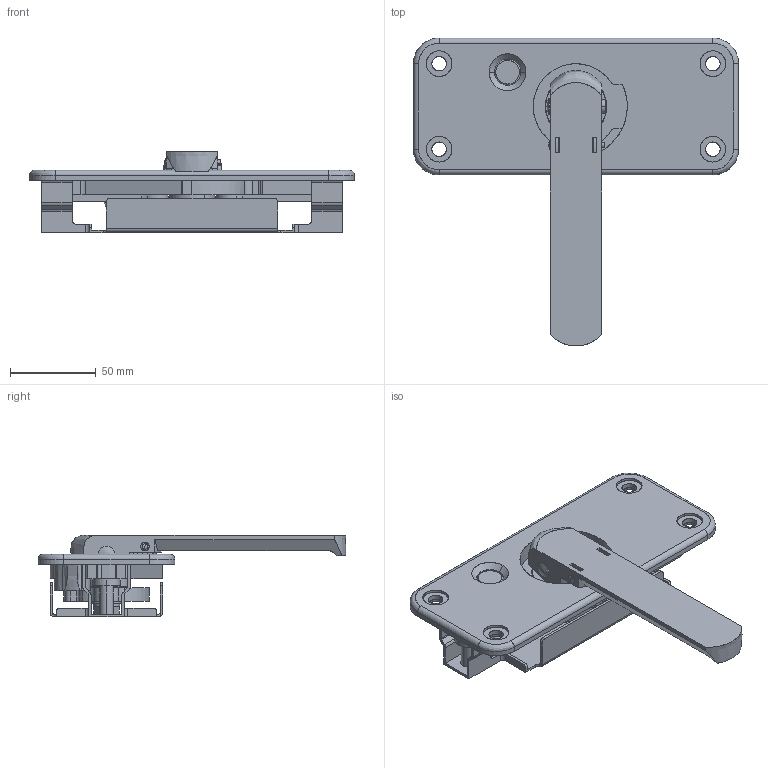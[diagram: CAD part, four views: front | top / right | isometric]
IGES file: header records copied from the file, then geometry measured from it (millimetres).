
Start section: SolidWorks IGES file using analytic representation for surfaces
Global section: file name: A-860N-2.IGS; native system: SolidWorks 2018; preprocessor: SolidWorks 2018; author: 0905sm; date: 200302.161035; units: millimetre
Bounding box: 190 x 180 x 47.5 mm (x, y, z)
Surface area: 117203.5 mm2 (no closed solid volume)
Topology: 0 solids, 0 shells, 620 faces, 8762 edges, 8729 vertices
Faces by surface type: revolution 347, bspline 273
